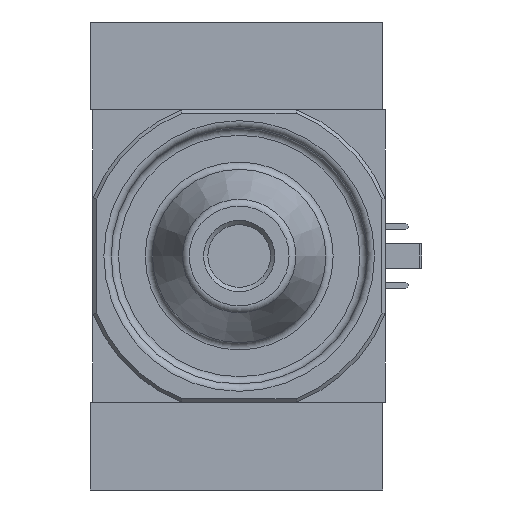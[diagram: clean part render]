
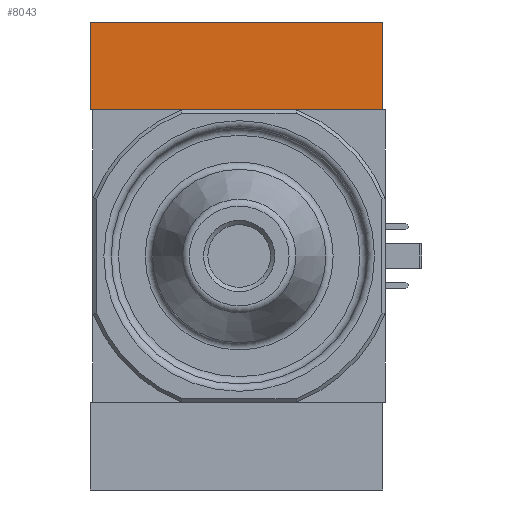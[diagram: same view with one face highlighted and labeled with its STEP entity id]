
A CAD part, front view. The second image highlights one B-rep face of the part: STEP entity #8043.
In plain terms, the highlighted planar face has unit normal (0, -1, 0).
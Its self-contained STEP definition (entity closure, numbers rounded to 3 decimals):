
#235=PLANE('',#8625);
#1463=ORIENTED_EDGE('',*,*,#2806,.T.);
#1464=ORIENTED_EDGE('',*,*,#2829,.F.);
#1465=ORIENTED_EDGE('',*,*,#2830,.F.);
#1466=ORIENTED_EDGE('',*,*,#2826,.T.);
#2806=EDGE_CURVE('',#3555,#3557,#4097,.T.);
#2826=EDGE_CURVE('',#3577,#3555,#4104,.T.);
#2829=EDGE_CURVE('',#3579,#3557,#4107,.T.);
#2830=EDGE_CURVE('',#3577,#3579,#4108,.T.);
#3555=VERTEX_POINT('',#11901);
#3557=VERTEX_POINT('',#11905);
#3577=VERTEX_POINT('',#11947);
#3579=VERTEX_POINT('',#11953);
#4097=LINE('',#11906,#4548);
#4104=LINE('',#11946,#4555);
#4107=LINE('',#11952,#4558);
#4108=LINE('',#11954,#4559);
#4548=VECTOR('',#9860,1000.);
#4555=VECTOR('',#9895,1000.);
#4558=VECTOR('',#9900,1000.);
#4559=VECTOR('',#9901,1000.);
#5054=EDGE_LOOP('',(#1463,#1464,#1465,#1466));
#5607=FACE_BOUND('',#5054,.T.);
#8043=ADVANCED_FACE('',(#5607),#235,.F.);
#8625=AXIS2_PLACEMENT_3D('',#11951,#9898,#9899);
#9860=DIRECTION('',(1.,0.,0.));
#9895=DIRECTION('',(0.,0.,-1.));
#9898=DIRECTION('',(0.,1.,0.));
#9899=DIRECTION('',(0.,0.,1.));
#9900=DIRECTION('',(0.,0.,-1.));
#9901=DIRECTION('',(1.,0.,0.));
#11901=CARTESIAN_POINT('',(-20.,-10.,-6.));
#11905=CARTESIAN_POINT('',(20.,-10.,-6.));
#11906=CARTESIAN_POINT('',(-20.,-10.,-6.));
#11946=CARTESIAN_POINT('',(-20.,-10.,6.));
#11947=CARTESIAN_POINT('',(-20.,-10.,6.));
#11951=CARTESIAN_POINT('',(-20.,-10.,6.));
#11952=CARTESIAN_POINT('',(20.,-10.,6.));
#11953=CARTESIAN_POINT('',(20.,-10.,6.));
#11954=CARTESIAN_POINT('',(-20.,-10.,6.));
